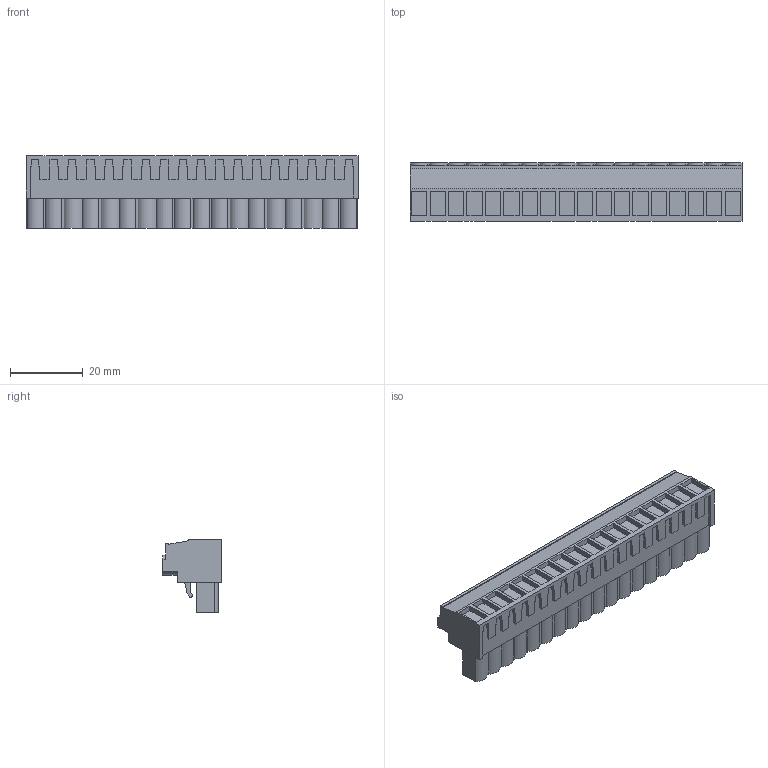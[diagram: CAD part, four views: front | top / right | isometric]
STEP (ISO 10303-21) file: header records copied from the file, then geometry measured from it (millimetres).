
FILE_DESCRIPTION(('CATIA V5 STEP','CAx-IF Rec.Pracs.--- Model Styling and Organization---1.2---2011-12-15'),'2;1');
FILE_NAME ('D1459882_0_1943740000_1943740000.stp','2017-05-20T10:42:41+00:00',('none'),('Weidmueller'),'CATIA Version 5-6 Release 2014','CATIA V5 STEP AP214','none');
FILE_SCHEMA(('AUTOMOTIVE_DESIGN { 1 0 10303 214 1 1 1 1 }'));
Length unit declared in the file: millimetre
Products named in the file (1): 1943740000
Bounding box: 91.44 x 16.1 x 20.05 mm (x, y, z)
Volume: 16991.3 mm3; surface area: 10628.3 mm2
Topology: 19 solids, 19 shells, 1192 faces, 3373 edges, 2292 vertices
Faces by surface type: plane 1026, cylinder 166
Entity records: 35308 total; most frequent: ORIENTED_EDGE 6746, CARTESIAN_POINT 6326, DIRECTION 4693, EDGE_CURVE 3373, VECTOR 2969, LINE 2969, VERTEX_POINT 2292, EDGE_LOOP 1265
